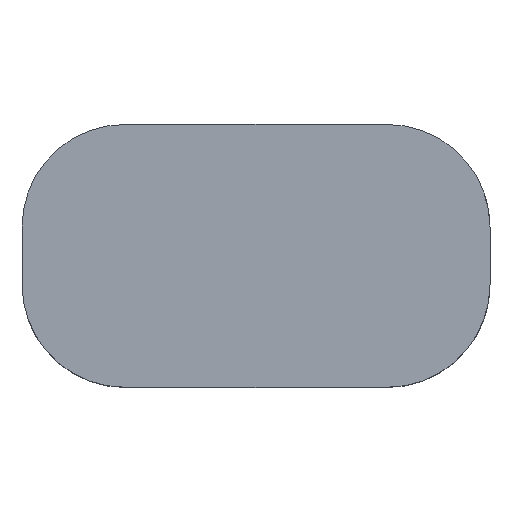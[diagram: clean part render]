
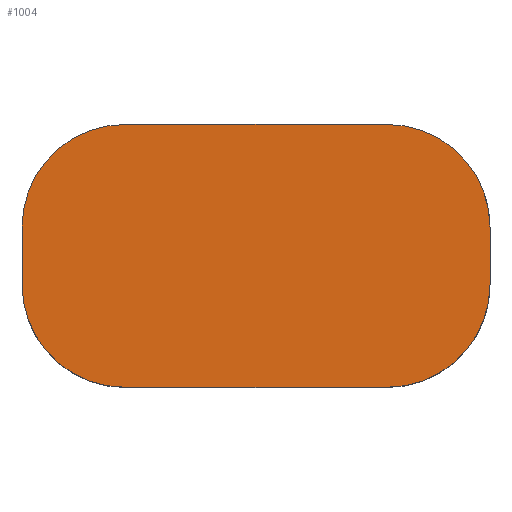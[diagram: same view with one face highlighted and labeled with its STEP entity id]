
A CAD part, top view. The second image highlights one B-rep face of the part: STEP entity #1004.
In plain terms, the highlighted planar face has unit normal (0, 0, 1).
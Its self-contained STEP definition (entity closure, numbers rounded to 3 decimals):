
#78=CIRCLE('',#1099,12.5);
#79=CIRCLE('',#1102,12.5);
#80=CIRCLE('',#1104,12.5);
#81=CIRCLE('',#1107,12.5);
#134=FACE_OUTER_BOUND('',#194,.T.);
#194=EDGE_LOOP('',(#907,#908,#909,#910,#911,#912,#913,#914));
#288=LINE('',#1657,#392);
#292=LINE('',#1666,#396);
#295=LINE('',#1677,#399);
#298=LINE('',#1684,#402);
#392=VECTOR('',#1362,10.);
#396=VECTOR('',#1372,10.);
#399=VECTOR('',#1385,10.);
#402=VECTOR('',#1394,10.);
#487=VERTEX_POINT('',#1654);
#488=VERTEX_POINT('',#1656);
#489=VERTEX_POINT('',#1660);
#490=VERTEX_POINT('',#1664);
#491=VERTEX_POINT('',#1668);
#492=VERTEX_POINT('',#1672);
#493=VERTEX_POINT('',#1676);
#494=VERTEX_POINT('',#1680);
#620=EDGE_CURVE('',#488,#487,#288,.T.);
#623=EDGE_CURVE('',#487,#489,#78,.T.);
#625=EDGE_CURVE('',#489,#490,#292,.T.);
#627=EDGE_CURVE('',#490,#491,#79,.T.);
#628=EDGE_CURVE('',#492,#488,#80,.T.);
#630=EDGE_CURVE('',#493,#492,#295,.T.);
#632=EDGE_CURVE('',#494,#493,#81,.T.);
#634=EDGE_CURVE('',#491,#494,#298,.T.);
#907=ORIENTED_EDGE('',*,*,#627,.T.);
#908=ORIENTED_EDGE('',*,*,#634,.T.);
#909=ORIENTED_EDGE('',*,*,#632,.T.);
#910=ORIENTED_EDGE('',*,*,#630,.T.);
#911=ORIENTED_EDGE('',*,*,#628,.T.);
#912=ORIENTED_EDGE('',*,*,#620,.T.);
#913=ORIENTED_EDGE('',*,*,#623,.T.);
#914=ORIENTED_EDGE('',*,*,#625,.T.);
#951=PLANE('',#1109);
#1004=ADVANCED_FACE('',(#134),#951,.T.);
#1099=AXIS2_PLACEMENT_3D('',#1662,#1367,#1368);
#1102=AXIS2_PLACEMENT_3D('',#1670,#1376,#1377);
#1104=AXIS2_PLACEMENT_3D('',#1673,#1380,#1381);
#1107=AXIS2_PLACEMENT_3D('',#1681,#1389,#1390);
#1109=AXIS2_PLACEMENT_3D('',#1685,#1395,#1396);
#1362=DIRECTION('',(-1.,0.,0.));
#1367=DIRECTION('center_axis',(0.,0.,1.));
#1368=DIRECTION('ref_axis',(0.,1.,0.));
#1372=DIRECTION('',(0.,-1.,0.));
#1376=DIRECTION('center_axis',(0.,0.,1.));
#1377=DIRECTION('ref_axis',(-1.,0.,0.));
#1380=DIRECTION('center_axis',(0.,0.,1.));
#1381=DIRECTION('ref_axis',(1.,0.,0.));
#1385=DIRECTION('',(0.,1.,0.));
#1389=DIRECTION('center_axis',(0.,0.,1.));
#1390=DIRECTION('ref_axis',(0.,-1.,0.));
#1394=DIRECTION('',(1.,0.,0.));
#1395=DIRECTION('center_axis',(0.,0.,1.));
#1396=DIRECTION('ref_axis',(1.,0.,0.));
#1654=CARTESIAN_POINT('',(-16.,16.,23.5));
#1656=CARTESIAN_POINT('',(16.,16.,23.5));
#1657=CARTESIAN_POINT('',(-16.,16.,23.5));
#1660=CARTESIAN_POINT('',(-28.5,3.5,23.5));
#1662=CARTESIAN_POINT('Origin',(-16.,3.5,23.5));
#1664=CARTESIAN_POINT('',(-28.5,-3.5,23.5));
#1666=CARTESIAN_POINT('',(-28.5,-3.5,23.5));
#1668=CARTESIAN_POINT('',(-16.,-16.,23.5));
#1670=CARTESIAN_POINT('Origin',(-16.,-3.5,23.5));
#1672=CARTESIAN_POINT('',(28.5,3.5,23.5));
#1673=CARTESIAN_POINT('Origin',(16.,3.5,23.5));
#1676=CARTESIAN_POINT('',(28.5,-3.5,23.5));
#1677=CARTESIAN_POINT('',(28.5,3.5,23.5));
#1680=CARTESIAN_POINT('',(16.,-16.,23.5));
#1681=CARTESIAN_POINT('Origin',(16.,-3.5,23.5));
#1684=CARTESIAN_POINT('',(16.,-16.,23.5));
#1685=CARTESIAN_POINT('Origin',(0.,0.,23.5));
